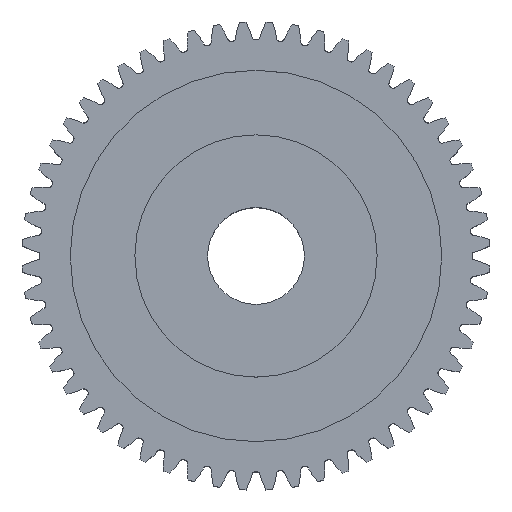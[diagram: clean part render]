
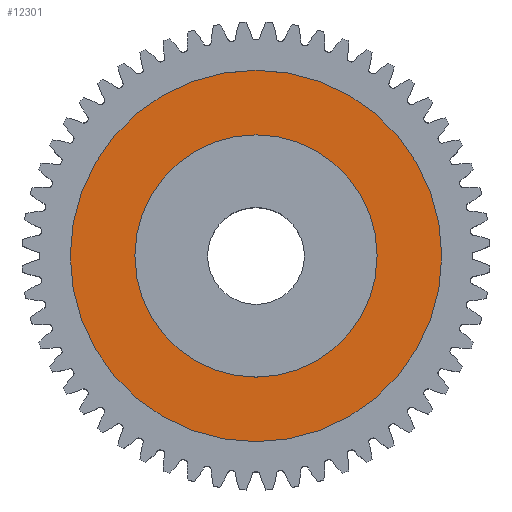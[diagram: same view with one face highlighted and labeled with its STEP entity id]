
A CAD part, top view. The second image highlights one B-rep face of the part: STEP entity #12301.
In plain terms, the highlighted planar face has unit normal (0, 0, 1).
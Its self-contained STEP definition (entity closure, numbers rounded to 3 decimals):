
#10122 = DIRECTION ( 'NONE',  ( -1., 0., 0. ) ) ;
#10123 = DIRECTION ( 'NONE',  ( 0., 0., -1. ) ) ;
#10124 = CARTESIAN_POINT ( 'NONE',  ( 0., 0., 2.5 ) ) ;
#10127 = AXIS2_PLACEMENT_3D ( 'NONE', #10124, #10123, #10122 ) ;
#10135 = CIRCLE ( 'NONE', #10127, 11.5 ) ;
#10240 = DIRECTION ( 'NONE',  ( -1., 0., 0. ) ) ;
#10241 = DIRECTION ( 'NONE',  ( 0., 0., -1. ) ) ;
#10242 = AXIS2_PLACEMENT_3D ( 'NONE', #10250, #10241, #10240 ) ;
#10243 = CIRCLE ( 'NONE', #10242, 11.5 ) ;
#10250 = CARTESIAN_POINT ( 'NONE',  ( 0., 0., 2.5 ) ) ;
#10253 = CARTESIAN_POINT ( 'NONE',  ( 11.5, 0., 2.5 ) ) ;
#10261 = DIRECTION ( 'NONE',  ( -1., 0., 0. ) ) ;
#10262 = DIRECTION ( 'NONE',  ( 0., 0., -1. ) ) ;
#10263 = AXIS2_PLACEMENT_3D ( 'NONE', #10272, #10262, #10261 ) ;
#10272 = CARTESIAN_POINT ( 'NONE',  ( 0., 0., 2.5 ) ) ;
#10280 = CIRCLE ( 'NONE', #10263, 7.5 ) ;
#10290 = CARTESIAN_POINT ( 'NONE',  ( -7.5, 0., 2.5 ) ) ;
#10294 = CARTESIAN_POINT ( 'NONE',  ( 7.5, 0., 2.5 ) ) ;
#10302 = AXIS2_PLACEMENT_3D ( 'NONE', #10318, #10317, #10342 ) ;
#10317 = DIRECTION ( 'NONE',  ( 0., 0., -1. ) ) ;
#10318 = CARTESIAN_POINT ( 'NONE',  ( 0., 0., 2.5 ) ) ;
#10330 = CARTESIAN_POINT ( 'NONE',  ( -11.5, 0., 2.5 ) ) ;
#10338 = DIRECTION ( 'NONE',  ( -1., 0., 0. ) ) ;
#10339 = DIRECTION ( 'NONE',  ( 0., 0., -1. ) ) ;
#10340 = AXIS2_PLACEMENT_3D ( 'NONE', #10343, #10339, #10338 ) ;
#10341 = CIRCLE ( 'NONE', #10340, 7.5 ) ;
#10342 = DIRECTION ( 'NONE',  ( -1., 0., 0. ) ) ;
#10343 = CARTESIAN_POINT ( 'NONE',  ( 0., 0., 2.5 ) ) ;
#10351 = PLANE ( 'NONE',  #10302 ) ;
#10352 = FACE_OUTER_BOUND ( 'NONE', #12304, .T. ) ;
#10356 = FACE_BOUND ( 'NONE', #12200, .T. ) ;
#12199 = EDGE_CURVE ( 'NONE', #12263, #12253, #10135, .T. ) ;
#12200 = EDGE_LOOP ( 'NONE', ( #12206, #12298 ) ) ;
#12205 = ORIENTED_EDGE ( 'NONE', *, *, #12199, .F. ) ;
#12206 = ORIENTED_EDGE ( 'NONE', *, *, #12244, .T. ) ;
#12208 = ORIENTED_EDGE ( 'NONE', *, *, #12257, .F. ) ;
#12232 = VERTEX_POINT ( 'NONE', #10294 ) ;
#12239 = VERTEX_POINT ( 'NONE', #10290 ) ;
#12244 = EDGE_CURVE ( 'NONE', #12239, #12232, #10280, .T. ) ;
#12253 = VERTEX_POINT ( 'NONE', #10253 ) ;
#12257 = EDGE_CURVE ( 'NONE', #12253, #12263, #10243, .T. ) ;
#12263 = VERTEX_POINT ( 'NONE', #10330 ) ;
#12298 = ORIENTED_EDGE ( 'NONE', *, *, #12302, .T. ) ;
#12301 = ADVANCED_FACE ( 'NONE', ( #10356, #10352 ), #10351, .F. ) ;
#12302 = EDGE_CURVE ( 'NONE', #12232, #12239, #10341, .T. ) ;
#12304 = EDGE_LOOP ( 'NONE', ( #12205, #12208 ) ) ;
